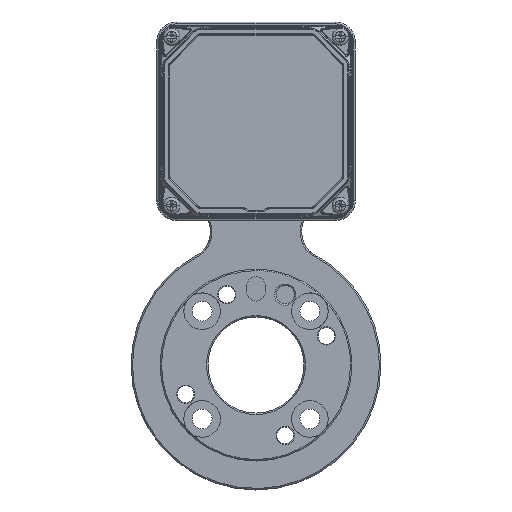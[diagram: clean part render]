
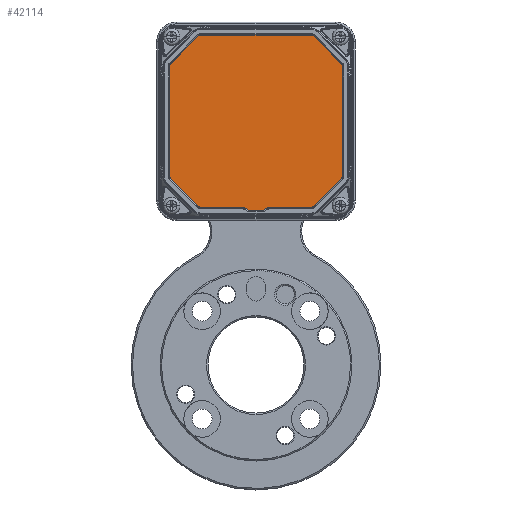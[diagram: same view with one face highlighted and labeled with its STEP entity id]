
A CAD part, left-side view. The second image highlights one B-rep face of the part: STEP entity #42114.
In plain terms, the highlighted planar face has unit normal (-1, 0, 0).
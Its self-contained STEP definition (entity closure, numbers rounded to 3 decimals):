
#41651=CARTESIAN_POINT('',(-29.6,1.9,-28.3));
#41652=DIRECTION('',(1.,0.,0.));
#41653=DIRECTION('',(0.,0.,-1.));
#41654=AXIS2_PLACEMENT_3D('',#41651,#41652,#41653);
#41656=DIRECTION('',(0.,0.866,0.5));
#41657=VECTOR('',#41656,1.464);
#41658=CARTESIAN_POINT('',(-29.6,2.4,-29.166));
#41659=LINE('',#41658,#41657);
#41660=CARTESIAN_POINT('',(-29.6,4.168,-29.3));
#41661=DIRECTION('',(-1.,0.,0.));
#41662=DIRECTION('',(0.,-0.5,0.866));
#41663=AXIS2_PLACEMENT_3D('',#41660,#41661,#41662);
#41665=CARTESIAN_POINT('',(-29.6,18.086,-27.3));
#41666=DIRECTION('',(1.,0.,0.));
#41667=DIRECTION('',(0.,0.,-1.));
#41668=AXIS2_PLACEMENT_3D('',#41665,#41666,#41667);
#41670=DIRECTION('',(0.,0.707,0.707));
#41671=VECTOR('',#41670,13.031);
#41672=CARTESIAN_POINT('',(-29.6,18.793,-28.007));
#41673=LINE('',#41672,#41671);
#41674=CARTESIAN_POINT('',(-29.6,27.3,-18.086));
#41675=DIRECTION('',(1.,0.,0.));
#41676=DIRECTION('',(0.,0.707,-0.707));
#41677=AXIS2_PLACEMENT_3D('',#41674,#41675,#41676);
#41679=CARTESIAN_POINT('',(-29.6,27.3,18.086));
#41680=DIRECTION('',(1.,0.,0.));
#41681=DIRECTION('',(0.,1.,0.));
#41682=AXIS2_PLACEMENT_3D('',#41679,#41680,#41681);
#41684=DIRECTION('',(0.,-0.707,0.707));
#41685=VECTOR('',#41684,13.031);
#41686=CARTESIAN_POINT('',(-29.6,28.007,18.793));
#41687=LINE('',#41686,#41685);
#41688=CARTESIAN_POINT('',(-29.6,18.086,27.3));
#41689=DIRECTION('',(1.,0.,0.));
#41690=DIRECTION('',(0.,0.707,0.707));
#41691=AXIS2_PLACEMENT_3D('',#41688,#41689,#41690);
#41693=CARTESIAN_POINT('',(-29.6,-18.086,27.3));
#41694=DIRECTION('',(1.,0.,0.));
#41695=DIRECTION('',(0.,0.,1.));
#41696=AXIS2_PLACEMENT_3D('',#41693,#41694,#41695);
#41698=DIRECTION('',(0.,-0.707,-0.707));
#41699=VECTOR('',#41698,13.031);
#41700=CARTESIAN_POINT('',(-29.6,-18.793,28.007));
#41701=LINE('',#41700,#41699);
#41702=CARTESIAN_POINT('',(-29.6,-27.3,18.086));
#41703=DIRECTION('',(1.,0.,0.));
#41704=DIRECTION('',(0.,-0.707,0.707));
#41705=AXIS2_PLACEMENT_3D('',#41702,#41703,#41704);
#41707=CARTESIAN_POINT('',(-29.6,-27.3,-18.086));
#41708=DIRECTION('',(1.,0.,0.));
#41709=DIRECTION('',(0.,-1.,0.));
#41710=AXIS2_PLACEMENT_3D('',#41707,#41708,#41709);
#41712=DIRECTION('',(0.,0.707,-0.707));
#41713=VECTOR('',#41712,13.031);
#41714=CARTESIAN_POINT('',(-29.6,-28.007,-18.793));
#41715=LINE('',#41714,#41713);
#41716=CARTESIAN_POINT('',(-29.6,-18.086,-27.3));
#41717=DIRECTION('',(1.,0.,0.));
#41718=DIRECTION('',(0.,-0.707,-0.707));
#41719=AXIS2_PLACEMENT_3D('',#41716,#41717,#41718);
#41721=CARTESIAN_POINT('',(-29.6,-4.168,-29.3));
#41722=DIRECTION('',(-1.,0.,0.));
#41723=DIRECTION('',(0.,0.,1.));
#41724=AXIS2_PLACEMENT_3D('',#41721,#41722,#41723);
#41726=DIRECTION('',(0.,0.866,-0.5));
#41727=VECTOR('',#41726,1.464);
#41728=CARTESIAN_POINT('',(-29.6,-3.668,-28.434));
#41729=LINE('',#41728,#41727);
#41730=CARTESIAN_POINT('',(-29.6,-1.9,-28.3));
#41731=DIRECTION('',(1.,0.,0.));
#41732=DIRECTION('',(0.,-0.5,-0.866));
#41733=AXIS2_PLACEMENT_3D('',#41730,#41731,#41732);
#41735=DIRECTION('',(0.,1.,0.));
#41736=VECTOR('',#41735,3.8);
#41737=CARTESIAN_POINT('',(-29.6,-1.9,-29.3));
#41738=LINE('',#41737,#41736);
#41871=DIRECTION('',(0.,-1.,0.));
#41872=VECTOR('',#41871,13.918);
#41873=CARTESIAN_POINT('',(-29.6,-4.168,-28.3));
#41874=LINE('',#41873,#41872);
#41891=DIRECTION('',(0.,0.,1.));
#41892=VECTOR('',#41891,36.172);
#41893=CARTESIAN_POINT('',(-29.6,-28.3,-18.086));
#41894=LINE('',#41893,#41892);
#41911=DIRECTION('',(0.,1.,0.));
#41912=VECTOR('',#41911,36.172);
#41913=CARTESIAN_POINT('',(-29.6,-18.086,28.3));
#41914=LINE('',#41913,#41912);
#41931=DIRECTION('',(0.,0.,-1.));
#41932=VECTOR('',#41931,36.172);
#41933=CARTESIAN_POINT('',(-29.6,28.3,18.086));
#41934=LINE('',#41933,#41932);
#41951=DIRECTION('',(0.,-1.,0.));
#41952=VECTOR('',#41951,13.918);
#41953=CARTESIAN_POINT('',(-29.6,18.086,-28.3));
#41954=LINE('',#41953,#41952);
#41963=CARTESIAN_POINT('',(-29.6,1.9,-29.3));
#41964=CARTESIAN_POINT('',(-29.6,2.4,-29.166));
#41965=VERTEX_POINT('',#41963);
#41966=VERTEX_POINT('',#41964);
#41967=CARTESIAN_POINT('',(-29.6,3.668,-28.434));
#41968=VERTEX_POINT('',#41967);
#41969=CARTESIAN_POINT('',(-29.6,4.168,-28.3));
#41970=VERTEX_POINT('',#41969);
#41971=CARTESIAN_POINT('',(-29.6,18.086,-28.3));
#41972=VERTEX_POINT('',#41971);
#41973=CARTESIAN_POINT('',(-29.6,18.793,-28.007));
#41974=VERTEX_POINT('',#41973);
#41975=CARTESIAN_POINT('',(-29.6,28.007,-18.793));
#41976=VERTEX_POINT('',#41975);
#41977=CARTESIAN_POINT('',(-29.6,28.3,-18.086));
#41978=VERTEX_POINT('',#41977);
#41979=CARTESIAN_POINT('',(-29.6,28.3,18.086));
#41980=VERTEX_POINT('',#41979);
#41981=CARTESIAN_POINT('',(-29.6,28.007,18.793));
#41982=VERTEX_POINT('',#41981);
#41983=CARTESIAN_POINT('',(-29.6,18.793,28.007));
#41984=VERTEX_POINT('',#41983);
#41985=CARTESIAN_POINT('',(-29.6,18.086,28.3));
#41986=VERTEX_POINT('',#41985);
#41987=CARTESIAN_POINT('',(-29.6,-18.086,28.3));
#41988=VERTEX_POINT('',#41987);
#41989=CARTESIAN_POINT('',(-29.6,-18.793,28.007));
#41990=VERTEX_POINT('',#41989);
#41991=CARTESIAN_POINT('',(-29.6,-28.007,18.793));
#41992=VERTEX_POINT('',#41991);
#41993=CARTESIAN_POINT('',(-29.6,-28.3,18.086));
#41994=VERTEX_POINT('',#41993);
#41995=CARTESIAN_POINT('',(-29.6,-28.3,-18.086));
#41996=VERTEX_POINT('',#41995);
#41997=CARTESIAN_POINT('',(-29.6,-28.007,-18.793));
#41998=VERTEX_POINT('',#41997);
#41999=CARTESIAN_POINT('',(-29.6,-18.793,-28.007));
#42000=VERTEX_POINT('',#41999);
#42001=CARTESIAN_POINT('',(-29.6,-18.086,-28.3));
#42002=VERTEX_POINT('',#42001);
#42003=CARTESIAN_POINT('',(-29.6,-4.168,-28.3));
#42004=VERTEX_POINT('',#42003);
#42005=CARTESIAN_POINT('',(-29.6,-3.668,-28.434));
#42006=VERTEX_POINT('',#42005);
#42007=CARTESIAN_POINT('',(-29.6,-2.4,-29.166));
#42008=VERTEX_POINT('',#42007);
#42009=CARTESIAN_POINT('',(-29.6,-1.9,-29.3));
#42010=VERTEX_POINT('',#42009);
#42059=CARTESIAN_POINT('',(-29.6,0.,0.));
#42060=DIRECTION('',(1.,0.,0.));
#42061=DIRECTION('',(0.,0.,1.));
#42062=AXIS2_PLACEMENT_3D('',#42059,#42060,#42061);
#42063=PLANE('',#42062);
#42065=ORIENTED_EDGE('',*,*,#42064,.T.);
#42067=ORIENTED_EDGE('',*,*,#42066,.T.);
#42069=ORIENTED_EDGE('',*,*,#42068,.T.);
#42071=ORIENTED_EDGE('',*,*,#42070,.F.);
#42073=ORIENTED_EDGE('',*,*,#42072,.T.);
#42075=ORIENTED_EDGE('',*,*,#42074,.T.);
#42077=ORIENTED_EDGE('',*,*,#42076,.T.);
#42079=ORIENTED_EDGE('',*,*,#42078,.F.);
#42081=ORIENTED_EDGE('',*,*,#42080,.T.);
#42083=ORIENTED_EDGE('',*,*,#42082,.T.);
#42085=ORIENTED_EDGE('',*,*,#42084,.T.);
#42087=ORIENTED_EDGE('',*,*,#42086,.F.);
#42089=ORIENTED_EDGE('',*,*,#42088,.T.);
#42091=ORIENTED_EDGE('',*,*,#42090,.T.);
#42093=ORIENTED_EDGE('',*,*,#42092,.T.);
#42095=ORIENTED_EDGE('',*,*,#42094,.F.);
#42097=ORIENTED_EDGE('',*,*,#42096,.T.);
#42099=ORIENTED_EDGE('',*,*,#42098,.T.);
#42101=ORIENTED_EDGE('',*,*,#42100,.T.);
#42103=ORIENTED_EDGE('',*,*,#42102,.F.);
#42105=ORIENTED_EDGE('',*,*,#42104,.T.);
#42107=ORIENTED_EDGE('',*,*,#42106,.T.);
#42109=ORIENTED_EDGE('',*,*,#42108,.T.);
#42111=ORIENTED_EDGE('',*,*,#42110,.T.);
#42112=EDGE_LOOP('',(#42065,#42067,#42069,#42071,#42073,#42075,#42077,#42079,
#42081,#42083,#42085,#42087,#42089,#42091,#42093,#42095,#42097,#42099,#42101,
#42103,#42105,#42107,#42109,#42111));
#42113=FACE_OUTER_BOUND('',#42112,.F.);
#42114=ADVANCED_FACE('',(#42113),#42063,.F.);
#41655=CIRCLE('',#41654,1.);
#41664=CIRCLE('',#41663,1.);
#41669=CIRCLE('',#41668,1.);
#41678=CIRCLE('',#41677,1.);
#41683=CIRCLE('',#41682,1.);
#41692=CIRCLE('',#41691,1.);
#41697=CIRCLE('',#41696,1.);
#41706=CIRCLE('',#41705,1.);
#41711=CIRCLE('',#41710,1.);
#41720=CIRCLE('',#41719,1.);
#41725=CIRCLE('',#41724,1.);
#41734=CIRCLE('',#41733,1.);
#42064=EDGE_CURVE('',#41965,#41966,#41655,.T.);
#42066=EDGE_CURVE('',#41966,#41968,#41659,.T.);
#42068=EDGE_CURVE('',#41968,#41970,#41664,.T.);
#42070=EDGE_CURVE('',#41972,#41970,#41954,.T.);
#42072=EDGE_CURVE('',#41972,#41974,#41669,.T.);
#42074=EDGE_CURVE('',#41974,#41976,#41673,.T.);
#42076=EDGE_CURVE('',#41976,#41978,#41678,.T.);
#42078=EDGE_CURVE('',#41980,#41978,#41934,.T.);
#42080=EDGE_CURVE('',#41980,#41982,#41683,.T.);
#42082=EDGE_CURVE('',#41982,#41984,#41687,.T.);
#42084=EDGE_CURVE('',#41984,#41986,#41692,.T.);
#42086=EDGE_CURVE('',#41988,#41986,#41914,.T.);
#42088=EDGE_CURVE('',#41988,#41990,#41697,.T.);
#42090=EDGE_CURVE('',#41990,#41992,#41701,.T.);
#42092=EDGE_CURVE('',#41992,#41994,#41706,.T.);
#42094=EDGE_CURVE('',#41996,#41994,#41894,.T.);
#42096=EDGE_CURVE('',#41996,#41998,#41711,.T.);
#42098=EDGE_CURVE('',#41998,#42000,#41715,.T.);
#42100=EDGE_CURVE('',#42000,#42002,#41720,.T.);
#42102=EDGE_CURVE('',#42004,#42002,#41874,.T.);
#42104=EDGE_CURVE('',#42004,#42006,#41725,.T.);
#42106=EDGE_CURVE('',#42006,#42008,#41729,.T.);
#42108=EDGE_CURVE('',#42008,#42010,#41734,.T.);
#42110=EDGE_CURVE('',#42010,#41965,#41738,.T.);
